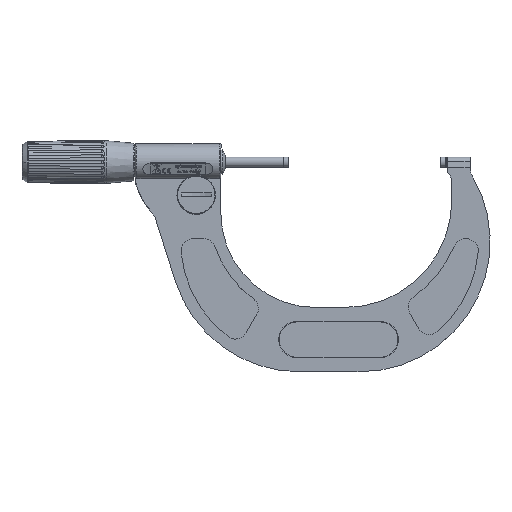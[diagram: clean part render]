
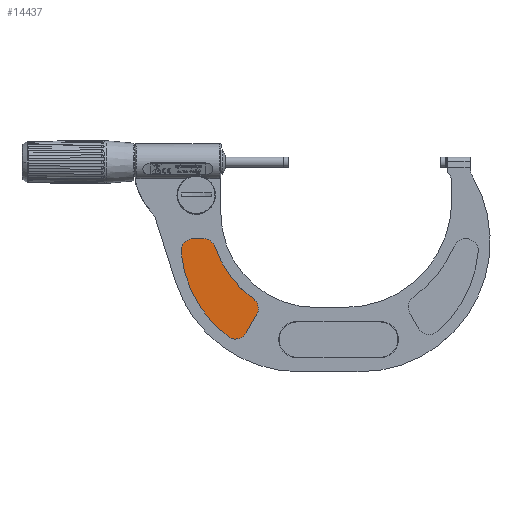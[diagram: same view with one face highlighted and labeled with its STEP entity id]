
A CAD part, top view. The second image highlights one B-rep face of the part: STEP entity #14437.
In plain terms, the highlighted face is planar.
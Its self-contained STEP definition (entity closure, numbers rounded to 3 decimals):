
#10872=CARTESIAN_POINT('',(99.727,-52.,-1.5));
#10873=DIRECTION('',(0.,0.,-1.));
#10874=DIRECTION('',(0.996,-0.086,0.));
#10875=AXIS2_PLACEMENT_3D('',#10872,#10873,#10874);
#10877=CARTESIAN_POINT('',(168.967,-58.,-1.5));
#10878=DIRECTION('',(0.,0.,-1.));
#10879=DIRECTION('',(0.,1.,0.));
#10880=AXIS2_PLACEMENT_3D('',#10877,#10878,#10879);
#10882=DIRECTION('',(1.,0.,0.));
#10883=VECTOR('',#10882,6.61);
#10884=CARTESIAN_POINT('',(162.357,-50.,-1.5));
#10885=LINE('',#10884,#10883);
#10886=CARTESIAN_POINT('',(162.357,-58.,-1.5));
#10887=DIRECTION('',(0.,0.,-1.));
#10888=DIRECTION('',(-0.947,0.323,0.));
#10889=AXIS2_PLACEMENT_3D('',#10886,#10887,#10888);
#10891=CARTESIAN_POINT('',(89.,-33.,-1.5));
#10892=DIRECTION('',(0.,0.,1.));
#10893=DIRECTION('',(0.587,-0.81,0.));
#10894=AXIS2_PLACEMENT_3D('',#10891,#10892,#10893);
#10896=CARTESIAN_POINT('',(134.471,-95.758,-1.5));
#10897=DIRECTION('',(0.,0.,-1.));
#10898=DIRECTION('',(-0.866,-0.5,0.));
#10899=AXIS2_PLACEMENT_3D('',#10896,#10897,#10898);
#10901=DIRECTION('',(-0.5,0.866,0.));
#10902=VECTOR('',#10901,13.745);
#10903=CARTESIAN_POINT('',(134.416,-111.662,-1.5));
#10904=LINE('',#10903,#10902);
#10905=CARTESIAN_POINT('',(141.344,-107.662,-1.5));
#10906=DIRECTION('',(0.,0.,-1.));
#10907=DIRECTION('',(0.599,-0.801,0.));
#10908=AXIS2_PLACEMENT_3D('',#10905,#10906,#10907);
#11497=CARTESIAN_POINT('',(162.357,-50.,-1.5));
#11499=VERTEX_POINT('',#11497);
#11501=CARTESIAN_POINT('',(154.785,-55.419,-1.5));
#11503=VERTEX_POINT('',#11501);
#11505=CARTESIAN_POINT('',(176.937,-58.691,-1.5));
#11507=VERTEX_POINT('',#11505);
#11509=CARTESIAN_POINT('',(168.967,-50.,-1.5));
#11511=VERTEX_POINT('',#11509);
#11513=CARTESIAN_POINT('',(129.777,-89.28,-1.5));
#11515=VERTEX_POINT('',#11513);
#11517=CARTESIAN_POINT('',(127.543,-99.758,-1.5));
#11519=VERTEX_POINT('',#11517);
#11521=CARTESIAN_POINT('',(134.416,-111.662,-1.5));
#11523=VERTEX_POINT('',#11521);
#11525=CARTESIAN_POINT('',(146.134,-114.069,-1.5));
#11527=VERTEX_POINT('',#11525);
#14414=CARTESIAN_POINT('',(0.,0.,-1.5));
#14415=DIRECTION('',(0.,0.,-1.));
#14416=DIRECTION('',(-1.,0.,0.));
#14417=AXIS2_PLACEMENT_3D('',#14414,#14415,#14416);
#14418=PLANE('',#14417);
#14420=ORIENTED_EDGE('',*,*,#14419,.F.);
#14422=ORIENTED_EDGE('',*,*,#14421,.F.);
#14424=ORIENTED_EDGE('',*,*,#14423,.F.);
#14426=ORIENTED_EDGE('',*,*,#14425,.F.);
#14428=ORIENTED_EDGE('',*,*,#14427,.F.);
#14430=ORIENTED_EDGE('',*,*,#14429,.F.);
#14432=ORIENTED_EDGE('',*,*,#14431,.F.);
#14434=ORIENTED_EDGE('',*,*,#14433,.F.);
#14435=EDGE_LOOP('',(#14420,#14422,#14424,#14426,#14428,#14430,#14432,#14434));
#14436=FACE_OUTER_BOUND('',#14435,.F.);
#14437=ADVANCED_FACE('',(#14436),#14418,.T.);
#10876=CIRCLE('',#10875,77.5);
#10881=CIRCLE('',#10880,8.);
#10890=CIRCLE('',#10889,8.);
#10895=CIRCLE('',#10894,69.5);
#10900=CIRCLE('',#10899,8.);
#10909=CIRCLE('',#10908,8.);
#14419=EDGE_CURVE('',#11507,#11527,#10876,.T.);
#14421=EDGE_CURVE('',#11511,#11507,#10881,.T.);
#14423=EDGE_CURVE('',#11499,#11511,#10885,.T.);
#14425=EDGE_CURVE('',#11503,#11499,#10890,.T.);
#14427=EDGE_CURVE('',#11515,#11503,#10895,.T.);
#14429=EDGE_CURVE('',#11519,#11515,#10900,.T.);
#14431=EDGE_CURVE('',#11523,#11519,#10904,.T.);
#14433=EDGE_CURVE('',#11527,#11523,#10909,.T.);
